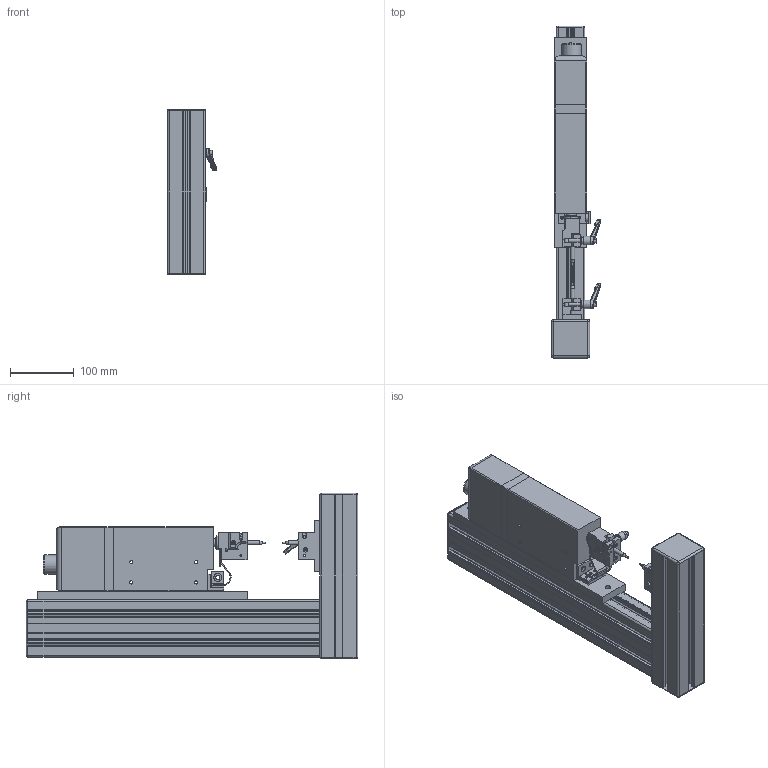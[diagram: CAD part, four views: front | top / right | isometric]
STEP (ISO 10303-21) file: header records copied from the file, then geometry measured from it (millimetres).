
FILE_DESCRIPTION((''),'2;1');
FILE_NAME('301_WH_WITH_STAND.stp','2015-11-16T16:49:40',('Dvega'),(''),'Autodesk Inventor 2011','Autodesk Inventor 2011','');
FILE_SCHEMA(('AUTOMOTIVE_DESIGN { 1 2 10303 214 0 1 1 1 }'));
Products named in the file (27): 301_WH_WITH_STAND; 33275; 32327-02; 33273; 301 Weld Head_SOLID; 33266 301 Actuator; 33934; 755-298; 33918-01; External Retaining Rings 1/2; 33919; 34012 Stop Pin; 365-018; 755-001; 33933-01; 555-060; Conductor clamp; Current path mtg brk; Insolating pad; 33274; 32751; 30401; 01962-04; 34000; 33932; 260-022; 260-024
Assembly tree (33 placements, depth 3):
  301_WH_WITH_STAND
    33275
    32327-02
    33273
    301 Weld Head_SOLID
      33266 301 Actuator
      33934
      755-298
      33918-01
      External Retaining Rings 1/2  x2
      33919
      34012 Stop Pin
      365-018
      755-001
      33933-01
      555-060
      Conductor clamp
      Current path mtg brk
      Insolating pad
      33274
      32751
      30401
    01962-04  x2
    34000
      33932
      33919
      755-001
      365-018
      33933-01
    260-022
    260-024  x2
Bounding box: 77 x 520.2 x 260 mm (x, y, z)
Volume: 2474749 mm3; surface area: 881323.3 mm2
Topology: 31 solids, 31 shells, 1218 faces, 3403 edges, 2247 vertices
Faces by surface type: plane 586, cylinder 523, bspline 54, cone 42, sphere 12, torus 1
Full cylindrical faces by diameter (mm): 1.194 x4, 2.159 x2, 2.413 x2, 2.464 x1, 3.048 x4, 3.251 x3, 3.3 x4, 3.302 x2, 3.454 x1, 4.14 x3, 4.216 x2, 4.369 x4, 4.75 x3, 4.763 x4, 4.978 x10, 5 x2, 5.08 x2, 5.537 x4, 6.325 x2, 6.528 x1, 6.604 x1, 6.655 x1, 7.112 x6, 7.137 x1, 7.425 x2, 7.938 x5, 7.976 x1, 8.026 x3, 8.382 x2, 9.779 x2
Entity records: 36957 total; most frequent: CARTESIAN_POINT 7325, DIRECTION 6081, ORIENTED_EDGE 5878, EDGE_CURVE 2939, AXIS2_PLACEMENT_3D 2135, VERTEX_POINT 2025, VECTOR 1811, LINE 1811
